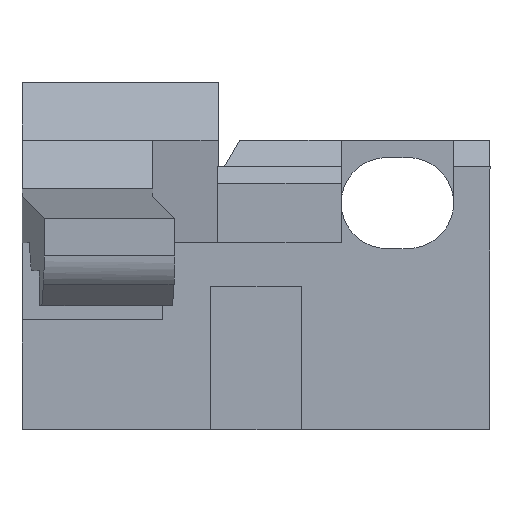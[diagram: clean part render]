
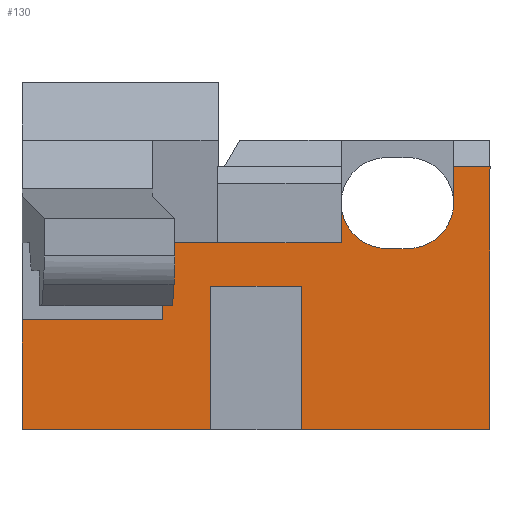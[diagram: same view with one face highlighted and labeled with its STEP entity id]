
A CAD part, front view. The second image highlights one B-rep face of the part: STEP entity #130.
In plain terms, the highlighted planar face has unit normal (0, -1, 0).
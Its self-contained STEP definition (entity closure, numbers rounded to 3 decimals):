
#46=CIRCLE('',#1510,1.375);
#47=CIRCLE('',#1511,1.375);
#62=B_SPLINE_CURVE_WITH_KNOTS('',3,(#2059,#2060,#2061,#2062),
 .UNSPECIFIED.,.F.,.F.,(4,4),(0.,1.),.UNSPECIFIED.);
#130=ADVANCED_FACE('',(#265),#198,.T.);
#198=PLANE('',#1512);
#265=FACE_OUTER_BOUND('',#336,.T.);
#336=EDGE_LOOP('',(#681,#682,#683,#684,#685,#686,#687,#688,#689,#690,#691,
#692,#693,#694,#695,#696,#697));
#681=ORIENTED_EDGE('',*,*,#1066,.T.);
#682=ORIENTED_EDGE('',*,*,#901,.T.);
#683=ORIENTED_EDGE('',*,*,#1054,.T.);
#684=ORIENTED_EDGE('',*,*,#996,.F.);
#685=ORIENTED_EDGE('',*,*,#946,.T.);
#686=ORIENTED_EDGE('',*,*,#953,.T.);
#687=ORIENTED_EDGE('',*,*,#1067,.T.);
#688=ORIENTED_EDGE('',*,*,#959,.T.);
#689=ORIENTED_EDGE('',*,*,#1068,.T.);
#690=ORIENTED_EDGE('',*,*,#1069,.T.);
#691=ORIENTED_EDGE('',*,*,#967,.T.);
#692=ORIENTED_EDGE('',*,*,#980,.T.);
#693=ORIENTED_EDGE('',*,*,#975,.T.);
#694=ORIENTED_EDGE('',*,*,#1007,.T.);
#695=ORIENTED_EDGE('',*,*,#1048,.F.);
#696=ORIENTED_EDGE('',*,*,#1053,.T.);
#697=ORIENTED_EDGE('',*,*,#1051,.T.);
#766=VERTEX_POINT('',#1903);
#767=VERTEX_POINT('',#1904);
#801=VERTEX_POINT('',#2012);
#802=VERTEX_POINT('',#2013);
#807=VERTEX_POINT('',#2025);
#809=VERTEX_POINT('',#2033);
#812=VERTEX_POINT('',#2038);
#819=VERTEX_POINT('',#2063);
#820=VERTEX_POINT('',#2064);
#825=VERTEX_POINT('',#2084);
#826=VERTEX_POINT('',#2086);
#838=VERTEX_POINT('',#2125);
#844=VERTEX_POINT('',#2143);
#868=VERTEX_POINT('',#2239);
#871=VERTEX_POINT('',#2246);
#872=VERTEX_POINT('',#2248);
#875=VERTEX_POINT('',#2276);
#901=EDGE_CURVE('',#766,#767,#1103,.T.);
#946=EDGE_CURVE('',#801,#802,#1141,.T.);
#953=EDGE_CURVE('',#802,#807,#1148,.T.);
#959=EDGE_CURVE('',#809,#812,#1154,.T.);
#967=EDGE_CURVE('',#819,#820,#62,.T.);
#975=EDGE_CURVE('',#826,#825,#1166,.T.);
#980=EDGE_CURVE('',#820,#826,#1171,.T.);
#996=EDGE_CURVE('',#801,#838,#1185,.T.);
#1007=EDGE_CURVE('',#825,#844,#1196,.T.);
#1048=EDGE_CURVE('',#868,#844,#1232,.T.);
#1051=EDGE_CURVE('',#872,#871,#1235,.T.);
#1053=EDGE_CURVE('',#868,#872,#1237,.T.);
#1054=EDGE_CURVE('',#767,#838,#1238,.T.);
#1066=EDGE_CURVE('',#871,#766,#1250,.T.);
#1067=EDGE_CURVE('',#807,#809,#46,.T.);
#1068=EDGE_CURVE('',#812,#875,#47,.T.);
#1069=EDGE_CURVE('',#875,#819,#1251,.T.);
#1103=LINE('',#1902,#1283);
#1141=LINE('',#2011,#1321);
#1148=LINE('',#2026,#1328);
#1154=LINE('',#2039,#1334);
#1166=LINE('',#2085,#1346);
#1171=LINE('',#2095,#1351);
#1185=LINE('',#2124,#1365);
#1196=LINE('',#2144,#1376);
#1232=LINE('',#2240,#1412);
#1235=LINE('',#2247,#1415);
#1237=LINE('',#2251,#1417);
#1238=LINE('',#2252,#1418);
#1250=LINE('',#2272,#1430);
#1251=LINE('',#2277,#1431);
#1283=VECTOR('',#1554,1.);
#1321=VECTOR('',#1624,1.);
#1328=VECTOR('',#1633,1.);
#1334=VECTOR('',#1643,1.);
#1346=VECTOR('',#1665,1.);
#1351=VECTOR('',#1674,1.);
#1365=VECTOR('',#1700,1.);
#1376=VECTOR('',#1715,1.);
#1412=VECTOR('',#1783,1.);
#1415=VECTOR('',#1788,1.);
#1417=VECTOR('',#1792,1.);
#1418=VECTOR('',#1793,1.);
#1430=VECTOR('',#1817,1.);
#1431=VECTOR('',#1824,1.);
#1510=AXIS2_PLACEMENT_3D('',#2274,#1820,#1821);
#1511=AXIS2_PLACEMENT_3D('',#2275,#1822,#1823);
#1512=AXIS2_PLACEMENT_3D('',#2278,#1825,#1826);
#1554=DIRECTION('',(0.,0.,-1.));
#1624=DIRECTION('',(-1.,0.,0.));
#1633=DIRECTION('',(0.,0.,-1.));
#1643=DIRECTION('',(-1.,0.,0.));
#1665=DIRECTION('',(0.,0.,-1.));
#1674=DIRECTION('',(-1.,0.,0.));
#1700=DIRECTION('',(0.,0.,-1.));
#1715=DIRECTION('',(-1.,0.,0.));
#1783=DIRECTION('',(0.,0.,1.));
#1788=DIRECTION('',(0.,0.,1.));
#1792=DIRECTION('',(1.,0.,0.));
#1793=DIRECTION('',(1.,0.,0.));
#1817=DIRECTION('',(1.,0.,0.));
#1820=DIRECTION('',(0.,1.,0.));
#1821=DIRECTION('',(1.,0.,0.));
#1822=DIRECTION('',(0.,1.,0.));
#1823=DIRECTION('',(0.,0.,-1.));
#1824=DIRECTION('',(0.,0.,-1.));
#1825=DIRECTION('',(0.,-1.,0.));
#1826=DIRECTION('',(1.,0.,0.));
#1902=CARTESIAN_POINT('',(8.45,0.,4.33));
#1903=CARTESIAN_POINT('',(8.45,0.,4.33));
#1904=CARTESIAN_POINT('',(8.45,0.,0.));
#2011=CARTESIAN_POINT('',(14.15,0.,7.95));
#2012=CARTESIAN_POINT('',(14.15,0.,7.95));
#2013=CARTESIAN_POINT('',(13.05,0.,7.95));
#2025=CARTESIAN_POINT('',(13.05,0.,6.85));
#2026=CARTESIAN_POINT('',(13.05,0.,7.95));
#2033=CARTESIAN_POINT('',(11.675,0.,5.475));
#2038=CARTESIAN_POINT('',(11.025,0.,5.475));
#2039=CARTESIAN_POINT('',(11.675,0.,5.475));
#2059=CARTESIAN_POINT('',(9.65,0.,5.653));
#2060=CARTESIAN_POINT('',(8.407,0.,5.653));
#2061=CARTESIAN_POINT('',(7.163,0.,5.653));
#2062=CARTESIAN_POINT('',(5.92,0.,5.653));
#2063=CARTESIAN_POINT('',(9.65,0.,5.653));
#2064=CARTESIAN_POINT('',(5.92,0.,5.651));
#2084=CARTESIAN_POINT('',(4.25,0.,3.32));
#2085=CARTESIAN_POINT('',(4.25,0.,5.65));
#2086=CARTESIAN_POINT('',(4.25,0.,5.65));
#2095=CARTESIAN_POINT('',(5.92,0.,5.65));
#2124=CARTESIAN_POINT('',(14.15,0.,7.95));
#2125=CARTESIAN_POINT('',(14.15,0.,0.));
#2143=CARTESIAN_POINT('',(0.,0.,3.32));
#2144=CARTESIAN_POINT('',(4.25,0.,3.32));
#2239=CARTESIAN_POINT('',(0.,0.,0.));
#2240=CARTESIAN_POINT('',(0.,0.,0.));
#2246=CARTESIAN_POINT('',(5.7,0.,4.33));
#2247=CARTESIAN_POINT('',(5.7,0.,0.));
#2248=CARTESIAN_POINT('',(5.7,0.,0.));
#2251=CARTESIAN_POINT('',(0.,0.,0.));
#2252=CARTESIAN_POINT('',(8.45,0.,0.));
#2272=CARTESIAN_POINT('',(5.7,0.,4.33));
#2274=CARTESIAN_POINT('',(11.675,0.,6.85));
#2275=CARTESIAN_POINT('',(11.025,0.,6.85));
#2276=CARTESIAN_POINT('',(9.65,0.,6.85));
#2277=CARTESIAN_POINT('',(9.65,0.,6.85));
#2278=CARTESIAN_POINT('',(-0.1,0.,-0.1));
